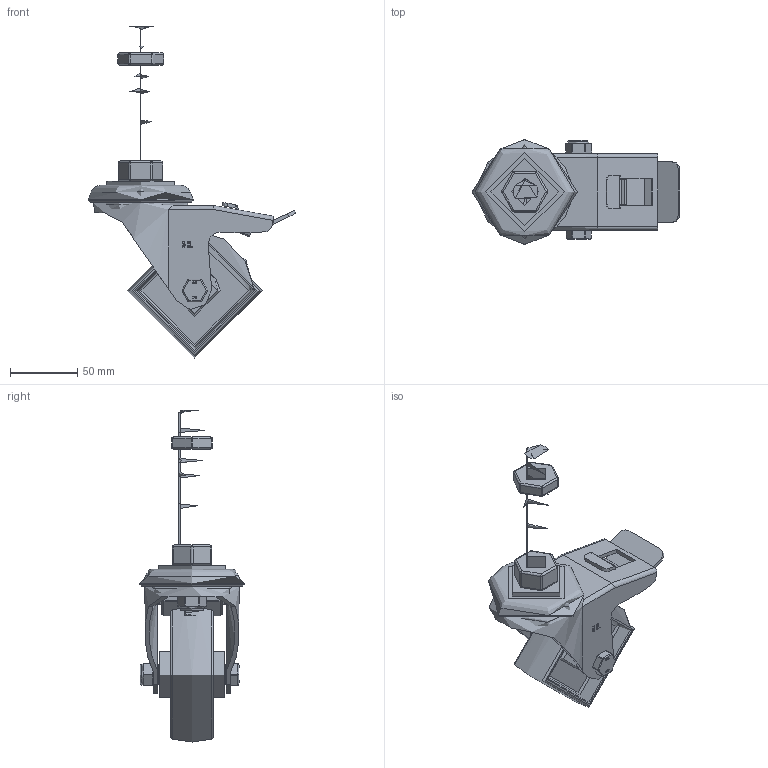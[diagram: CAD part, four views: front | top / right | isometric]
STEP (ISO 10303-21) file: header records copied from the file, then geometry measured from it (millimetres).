
FILE_DESCRIPTION(/* description */ (''),/* implementation_level */ '2;1');
FILE_NAME(/* name */ 'BZEH100NYBSWBM20X100.step',/* time_stamp */ '2024-06-03T12:42:10+01:00',/* author */ (''),/* organization */ (''),/* preprocessor_version */ 'ST-DEVELOPER v20',/* originating_system */ 'Autodesk Translation Framework v13.14.0.145',/* authorisation */ '');
FILE_SCHEMA (('AUTOMOTIVE_DESIGN { 1 0 10303 214 3 1 1 }'));
Length unit declared in the file: millimetre
Products named in the file (29): BZEH100NYBSWBM20X100; BZEH100ASBH12SWB v1; ZINC PLATED, PRESSED STEEL TOP HEAD; ZINC PLATED, PRESSED STEEL FORKS; ZINC PLATED, PRESSED BRAKE PEDAL; BRAKE PAD; BRAKE PAD Geometry; brake bolt; BZH100WNYRB61 v1; NYLON WHEEL; NYLON WHEEL2; CAPS; ROLLER BEARING; CAGE; RIBS; Component4; TUBEM15X50 v1; ZINC PLATED AXLE TUBE; HEXBOLTM10X65Z8.8FULL v2; GRADE 8.8 FULLY THREADED ZINC PLATED BOLT; NYLOCM10Z v1; NYLOC NUT; RUBBER; NUT; STM20X100 v2; STEM; NUTS; NM12NYZ; WASHER
Assembly tree (35 placements, depth 5):
  BZEH100NYBSWBM20X100
    BZEH100ASBH12SWB v1
      ZINC PLATED, PRESSED STEEL TOP HEAD
      ZINC PLATED, PRESSED STEEL FORKS
      ZINC PLATED, PRESSED BRAKE PEDAL
      BRAKE PAD
        BRAKE PAD Geometry
        brake bolt
    BZH100WNYRB61 v1
      NYLON WHEEL
        NYLON WHEEL2
        CAPS
      ROLLER BEARING
        CAGE
        RIBS
          Component4  x8
    TUBEM15X50 v1
      ZINC PLATED AXLE TUBE
    HEXBOLTM10X65Z8.8FULL v2
      GRADE 8.8 FULLY THREADED ZINC PLATED BOLT
    NYLOCM10Z v1
      NYLOC NUT
        RUBBER
        NUT
    STM20X100 v2
      STEM
      NUTS
      NM12NYZ
      WASHER
Bounding box: 154 x 78 x 246 mm (x, y, z)
Volume: 277052.3 mm3; surface area: 146694.8 mm2
Topology: 26 solids, 26 shells, 915 faces, 2350 edges, 1500 vertices
Faces by surface type: cylinder 410, plane 370, bspline 59, sphere 42, torus 24, cone 10
Full cylindrical faces by diameter (mm): 4 x8, 8 x2, 8.141 x18, 9.836 x19, 9.85 x30, 10 x3, 10.2 x2, 10.5 x1, 11.834 x19, 12 x4, 12.2 x1, 15 x3, 15.2 x2, 16 x2, 16.938 x37, 18 x1, 19.791 x37, 20 x2, 22.5 x1, 22.75 x1, 23 x3, 23.5 x1, 25 x1, 28.745 x1, 30 x1, 34 x2, 50 x1, 53.5 x1, 64 x1, 70 x1
Entity records: 49337 total; most frequent: CARTESIAN_POINT 27420, ORIENTED_EDGE 4658, DIRECTION 4076, EDGE_CURVE 2329, VERTEX_POINT 1486, AXIS2_PLACEMENT_3D 1474, LINE 1128, VECTOR 1128
